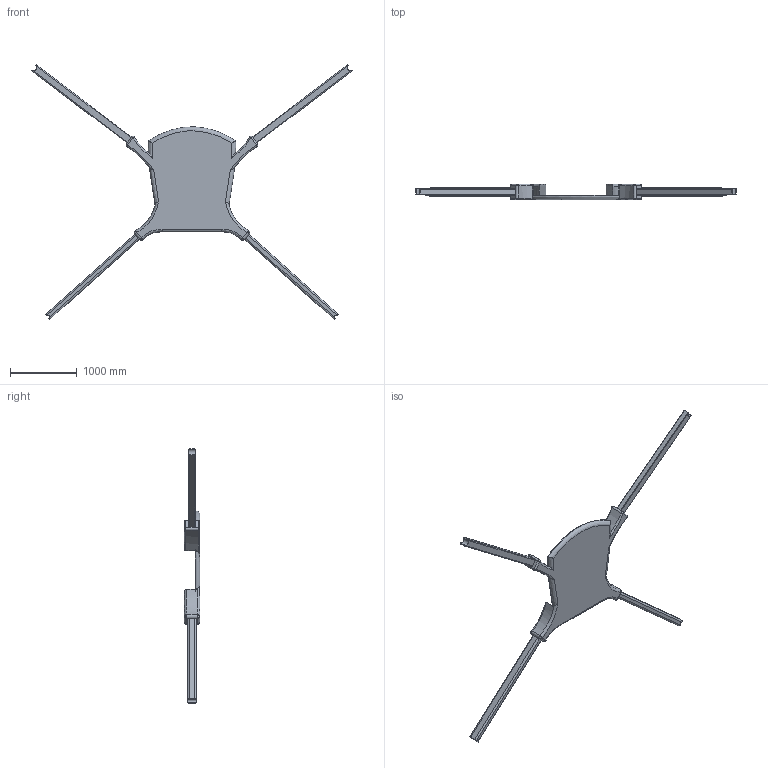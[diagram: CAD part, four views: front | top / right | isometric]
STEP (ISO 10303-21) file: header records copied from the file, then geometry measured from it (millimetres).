
FILE_DESCRIPTION (( 'STEP AP203' ), '1' );
FILE_NAME ('drone base2.STEP', '2022-06-16T00:13:56', ( '' ), ( '' ), 'SwSTEP 2.0', 'SolidWorks 2021', '' );
FILE_SCHEMA (( 'CONFIG_CONTROL_DESIGN' ));
Length unit declared in the file: millimetre
Products named in the file (1): drone base2
Bounding box: 4816.25 x 234.36 x 3823.75 mm (x, y, z)
Volume: 264352825 mm3; surface area: 8346681.7 mm2
Topology: 1 solids, 1 shells, 136 faces, 316 edges, 181 vertices
Faces by surface type: cylinder 45, plane 35, bspline 34, sphere 22
Entity records: 7847 total; most frequent: CARTESIAN_POINT 4934, ORIENTED_EDGE 614, DIRECTION 557, EDGE_CURVE 307, AXIS2_PLACEMENT_3D 218, VERTEX_POINT 177, EDGE_LOOP 140, FACE_OUTER_BOUND 136
